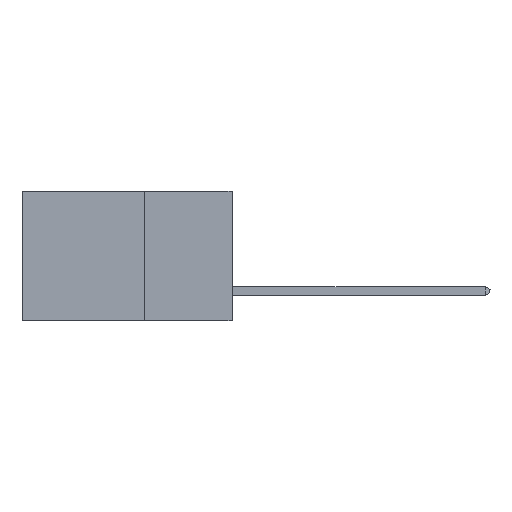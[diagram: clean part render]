
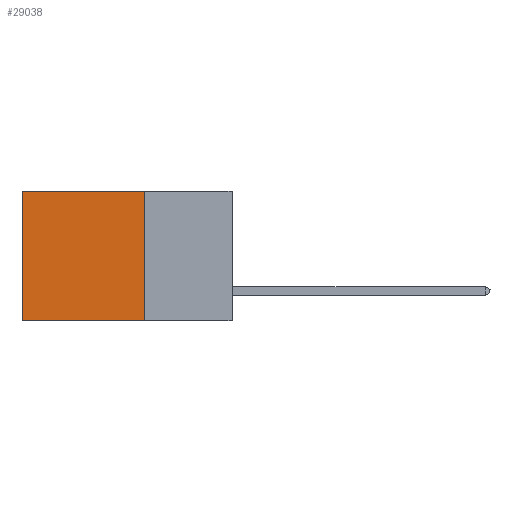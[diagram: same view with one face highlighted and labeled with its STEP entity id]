
A CAD part, left-side view. The second image highlights one B-rep face of the part: STEP entity #29038.
In plain terms, the highlighted planar face has unit normal (-1, 0, 0).
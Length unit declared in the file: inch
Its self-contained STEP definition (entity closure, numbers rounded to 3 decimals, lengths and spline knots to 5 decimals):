
#411 = VECTOR ( 'NONE', #26144, 39.37008 ) ;
#1891 = LINE ( 'NONE', #13623, #16933 ) ;
#2269 = DIRECTION ( 'NONE',  ( 0., 0., -1. ) ) ;
#4724 = PLANE ( 'NONE',  #18390 ) ;
#4760 = ORIENTED_EDGE ( 'NONE', *, *, #16526, .F. ) ;
#5335 = DIRECTION ( 'NONE',  ( 0., 1., 0. ) ) ;
#5628 = CARTESIAN_POINT ( 'NONE',  ( 0.2875, 0.6, -0.37 ) ) ;
#6415 = CARTESIAN_POINT ( 'NONE',  ( 0.2875, 0.25, 0. ) ) ;
#7046 = CARTESIAN_POINT ( 'NONE',  ( 0.2875, 0.6, 0. ) ) ;
#7276 = VECTOR ( 'NONE', #12240, 39.37008 ) ;
#7778 = LINE ( 'NONE', #6415, #411 ) ;
#8087 = VERTEX_POINT ( 'NONE', #25276 ) ;
#9279 = FACE_OUTER_BOUND ( 'NONE', #18788, .T. ) ;
#9816 = ORIENTED_EDGE ( 'NONE', *, *, #29683, .T. ) ;
#12240 = DIRECTION ( 'NONE',  ( 0., 0., -1. ) ) ;
#12901 = LINE ( 'NONE', #14999, #26839 ) ;
#13623 = CARTESIAN_POINT ( 'NONE',  ( 0.2875, 0.25, 0. ) ) ;
#14999 = CARTESIAN_POINT ( 'NONE',  ( 0.2875, 0.25, -0.37 ) ) ;
#16379 = VERTEX_POINT ( 'NONE', #7046 ) ;
#16526 = EDGE_CURVE ( 'NONE', #8087, #21821, #1891, .T. ) ;
#16933 = VECTOR ( 'NONE', #30958, 39.37008 ) ;
#16939 = CARTESIAN_POINT ( 'NONE',  ( 0.2875, 0.25, 0. ) ) ;
#18390 = AXIS2_PLACEMENT_3D ( 'NONE', #16939, #21557, #2269 ) ;
#18788 = EDGE_LOOP ( 'NONE', ( #9816, #19926, #4760, #19498 ) ) ;
#18881 = EDGE_CURVE ( 'NONE', #21821, #26507, #12901, .T. ) ;
#19498 = ORIENTED_EDGE ( 'NONE', *, *, #20241, .T. ) ;
#19926 = ORIENTED_EDGE ( 'NONE', *, *, #18881, .F. ) ;
#20241 = EDGE_CURVE ( 'NONE', #8087, #16379, #7778, .T. ) ;
#21557 = DIRECTION ( 'NONE',  ( 1., 0., 0. ) ) ;
#21821 = VERTEX_POINT ( 'NONE', #31846 ) ;
#25276 = CARTESIAN_POINT ( 'NONE',  ( 0.2875, 0.25, 0. ) ) ;
#26144 = DIRECTION ( 'NONE',  ( 0., 1., 0. ) ) ;
#26507 = VERTEX_POINT ( 'NONE', #5628 ) ;
#26839 = VECTOR ( 'NONE', #5335, 39.37008 ) ;
#29038 = ADVANCED_FACE ( 'NONE', ( #9279 ), #4724, .F. ) ;
#29683 = EDGE_CURVE ( 'NONE', #16379, #26507, #31701, .T. ) ;
#30958 = DIRECTION ( 'NONE',  ( 0., 0., -1. ) ) ;
#31701 = LINE ( 'NONE', #31751, #7276 ) ;
#31751 = CARTESIAN_POINT ( 'NONE',  ( 0.2875, 0.6, 0. ) ) ;
#31846 = CARTESIAN_POINT ( 'NONE',  ( 0.2875, 0.25, -0.37 ) ) ;
